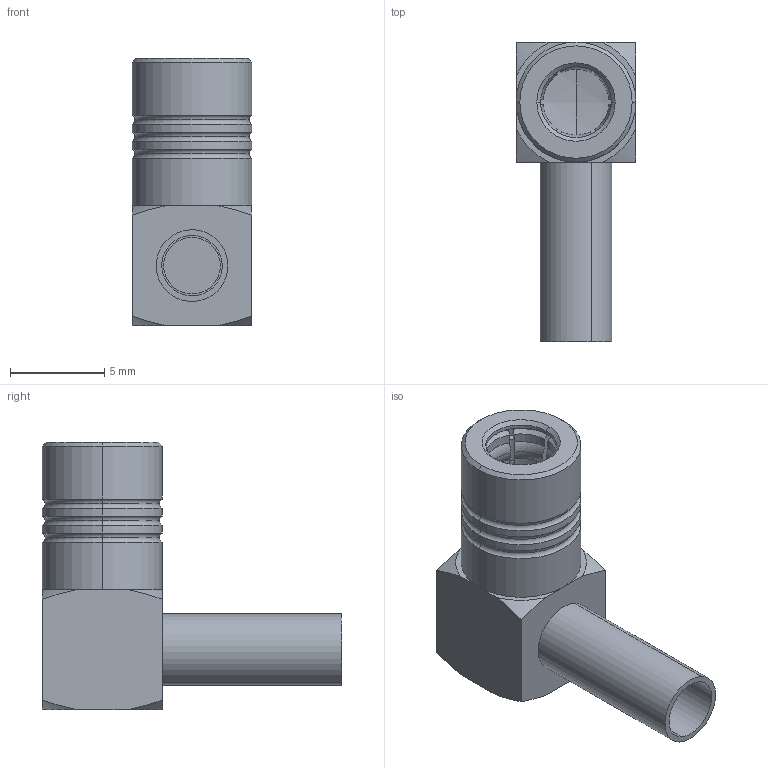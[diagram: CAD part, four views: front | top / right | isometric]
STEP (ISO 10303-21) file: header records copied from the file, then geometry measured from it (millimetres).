
FILE_DESCRIPTION (( 'STEP AP214' ), '1' );
FILE_NAME ('32-105-1-D3-AD.STEP', '2024-09-06T08:03:55', ( '' ), ( '' ), 'SwSTEP 2.0', 'SolidWorks 2024', '' );
FILE_SCHEMA (( 'AUTOMOTIVE_DESIGN' ));
Length unit declared in the file: millimetre
Products named in the file (1): 32-105-1-D3-AD
Bounding box: 6.35 x 15.85 x 14.15 mm (x, y, z)
Surface area: 844.4 mm2 (no closed solid volume)
Topology: 0 solids, 7 shells, 103 faces, 370 edges, 269 vertices
Faces by surface type: plane 31, cylinder 28, torus 24, cone 18, sphere 2
Entity records: 4106 total; most frequent: CARTESIAN_POINT 1007, DIRECTION 647, ORIENTED_EDGE 589, EDGE_CURVE 370, VERTEX_POINT 269, AXIS2_PLACEMENT_3D 237, VECTOR 173, LINE 173
